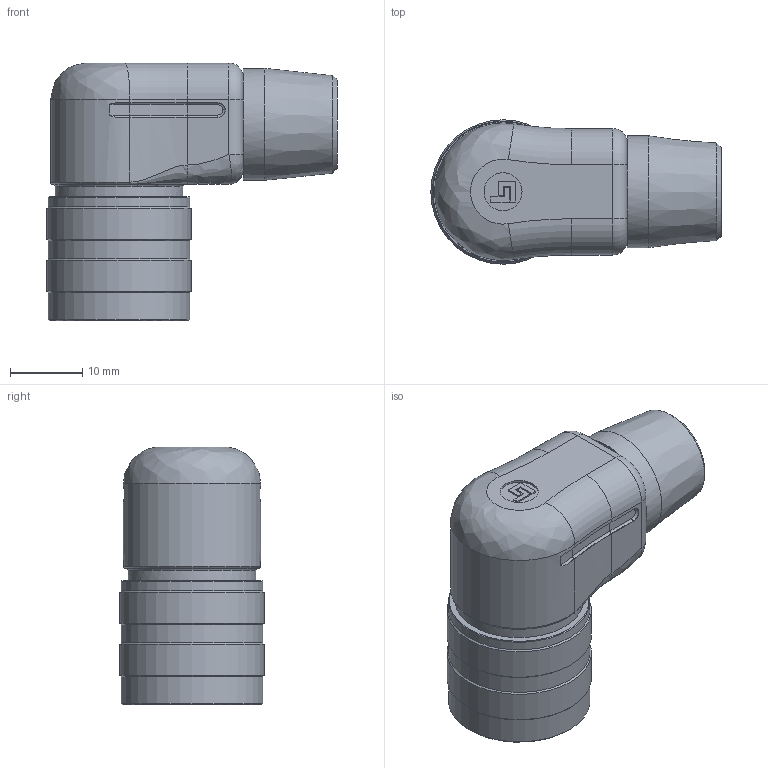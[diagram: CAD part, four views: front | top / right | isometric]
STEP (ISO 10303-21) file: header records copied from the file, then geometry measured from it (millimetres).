
FILE_DESCRIPTION(/* description */ (''),/* implementation_level */ '2;1');
FILE_NAME(/* name */ '99-0134-12-02_bg.stp',/* time_stamp */ '2010-03-15T15:43:53+01:00',/* author */ (''),/* organization */ (''),/* preprocessor_version */ 'ST-DEVELOPER v11',/* originating_system */ 'UGS - NX 5.0',/* authorisation */ '');
FILE_SCHEMA (('CONFIG_CONTROL_DESIGN'));
Length unit declared in the file: millimetre
Products named in the file (1): kborD84Bbclz
Bounding box: 40.2 x 20 x 35.73 mm (x, y, z)
Volume: 14153.4 mm3; surface area: 4753.5 mm2
Topology: 1 solids, 1 shells, 213 faces, 513 edges, 322 vertices
Faces by surface type: plane 93, cylinder 56, torus 25, cone 22, bspline 17
Full cylindrical faces by diameter (mm): 1.6 x2, 2.25 x1, 4.4 x2, 5.248 x1, 14.1 x1, 15.188 x1, 15.5 x1, 17.7 x1, 19.6 x3, 20 x2
Entity records: 6785 total; most frequent: CARTESIAN_POINT 2114, ORIENTED_EDGE 944, DIRECTION 912, EDGE_CURVE 472, AXIS2_PLACEMENT_3D 367, VERTEX_POINT 312, EDGE_LOOP 264, ADVANCED_FACE 213
